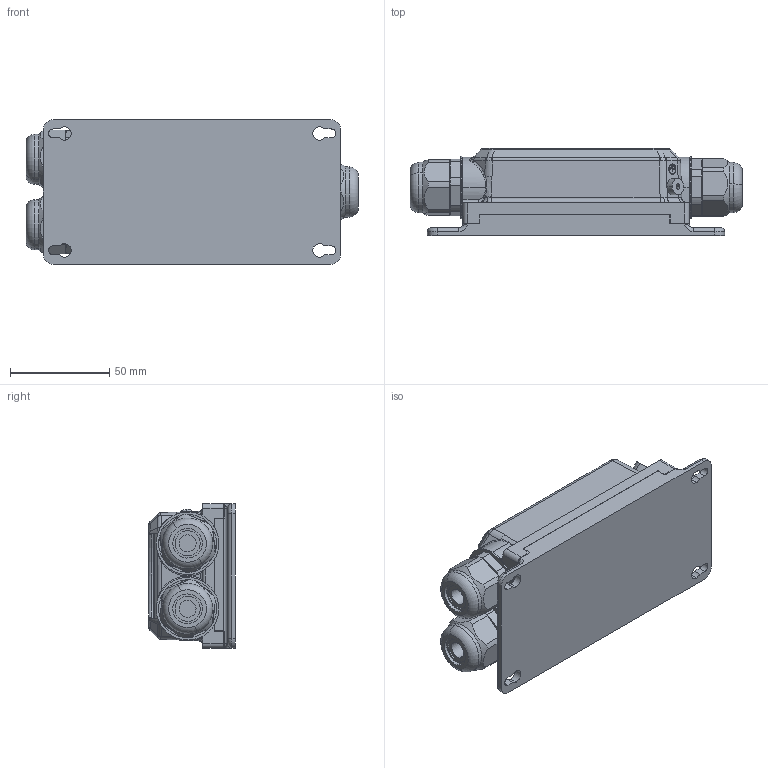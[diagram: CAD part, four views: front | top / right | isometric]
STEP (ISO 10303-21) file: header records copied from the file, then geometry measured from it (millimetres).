
FILE_DESCRIPTION (( 'STEP AP214' ), '1' );
FILE_NAME ('POESOD1GBT-LC_3D.STEP', '2022-10-13T21:01:21', ( '' ), ( '' ), 'SwSTEP 2.0', 'SolidWorks 2021', '' );
FILE_SCHEMA (( 'AUTOMOTIVE_DESIGN' ));
Length unit declared in the file: inch
Products named in the file (4): POESOD1GBT-LC_3D; ILS-100-08; PG-16_ no nut; POESOD1GBT-LC
Assembly tree (5 placements, depth 2):
  POESOD1GBT-LC_3D
    POESOD1GBT-LC
    PG-16_ no nut  x3
    ILS-100-08
Bounding box: 167.52 x 43.8 x 72.93 mm (x, y, z)
Volume: 351025 mm3; surface area: 60277.7 mm2
Topology: 5 solids, 5 shells, 1463 faces, 3780 edges, 2448 vertices
Faces by surface type: plane 707, bspline 383, cylinder 267, cone 84, torus 22
Entity records: 65011 total; most frequent: CARTESIAN_POINT 25289, ORIENTED_EDGE 6760, DIRECTION 4839, EDGE_CURVE 3380, VERTEX_POINT 2208, LINE 2099, VECTOR 2099, EDGE_LOOP 1402
